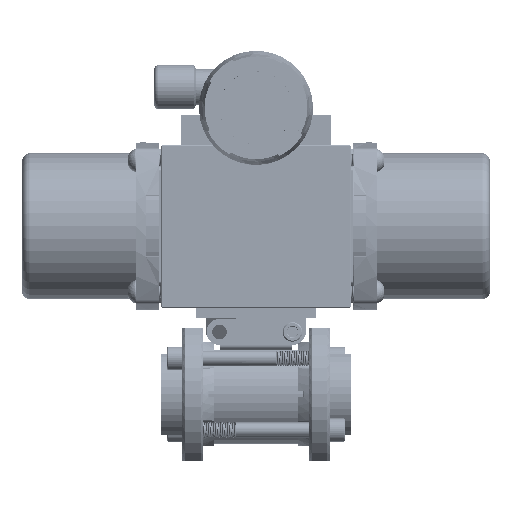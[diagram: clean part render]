
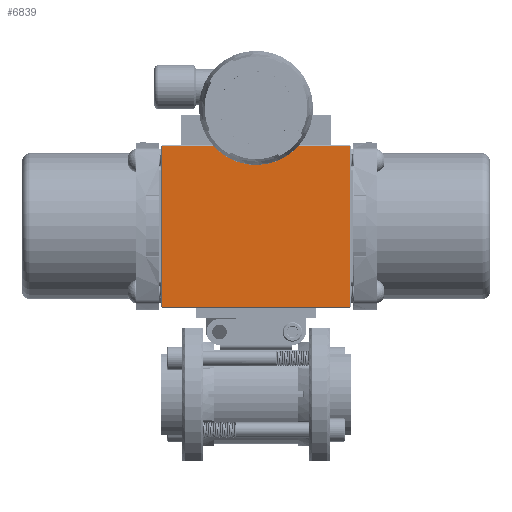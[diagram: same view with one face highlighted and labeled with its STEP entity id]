
A CAD part, top view. The second image highlights one B-rep face of the part: STEP entity #6839.
In plain terms, the highlighted planar face has unit normal (0, 0, 1).
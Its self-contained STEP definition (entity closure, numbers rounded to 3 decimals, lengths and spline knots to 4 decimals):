
#4299 = VERTEX_POINT ( 'NONE', #69837 ) ;
#5446 = CARTESIAN_POINT ( 'NONE',  ( -2.275, 2.094, 1.55 ) ) ;
#6839 = ADVANCED_FACE ( 'NONE', ( #60845 ), #147709, .F. ) ;
#16998 = CARTESIAN_POINT ( 'NONE',  ( -2.255, 2.074, 1.55 ) ) ;
#24465 = DIRECTION ( 'NONE',  ( 1., 0., 0. ) ) ;
#26272 = EDGE_CURVE ( 'NONE', #111928, #4299, #180735, .T. ) ;
#27895 = VERTEX_POINT ( 'NONE', #172817 ) ;
#31468 = DIRECTION ( 'NONE',  ( -1., 0., 0. ) ) ;
#50337 = LINE ( 'NONE', #16998, #234405 ) ;
#52693 = EDGE_CURVE ( 'NONE', #54936, #111928, #180143, .T. ) ;
#53106 = CARTESIAN_POINT ( 'NONE',  ( -2.275, 5.974, 1.55 ) ) ;
#54936 = VERTEX_POINT ( 'NONE', #113401 ) ;
#60845 = FACE_OUTER_BOUND ( 'NONE', #94605, .T. ) ;
#69837 = CARTESIAN_POINT ( 'NONE',  ( -2.255, 5.954, 1.55 ) ) ;
#72227 = DIRECTION ( 'NONE',  ( 0., -1., 0. ) ) ;
#79270 = VECTOR ( 'NONE', #101730, 39.3701 ) ;
#94605 = EDGE_LOOP ( 'NONE', ( #100852, #232748, #148202, #187445 ) ) ;
#100852 = ORIENTED_EDGE ( 'NONE', *, *, #52693, .T. ) ;
#101730 = DIRECTION ( 'NONE',  ( 0., 1., 0. ) ) ;
#104144 = VECTOR ( 'NONE', #24465, 39.3701 ) ;
#106880 = CARTESIAN_POINT ( 'NONE',  ( -2.275, 5.954, 1.55 ) ) ;
#111928 = VERTEX_POINT ( 'NONE', #175214 ) ;
#113401 = CARTESIAN_POINT ( 'NONE',  ( 2.251, 2.094, 1.55 ) ) ;
#147709 = PLANE ( 'NONE',  #229506 ) ;
#148202 = ORIENTED_EDGE ( 'NONE', *, *, #222483, .T. ) ;
#150477 = DIRECTION ( 'NONE',  ( 0., -1., 0. ) ) ;
#172817 = CARTESIAN_POINT ( 'NONE',  ( -2.255, 2.094, 1.55 ) ) ;
#175214 = CARTESIAN_POINT ( 'NONE',  ( 2.251, 5.954, 1.55 ) ) ;
#180143 = LINE ( 'NONE', #234508, #79270 ) ;
#180735 = LINE ( 'NONE', #106880, #225316 ) ;
#185783 = DIRECTION ( 'NONE',  ( 0., 0., -1. ) ) ;
#187445 = ORIENTED_EDGE ( 'NONE', *, *, #221447, .T. ) ;
#205018 = LINE ( 'NONE', #5446, #104144 ) ;
#221447 = EDGE_CURVE ( 'NONE', #27895, #54936, #205018, .T. ) ;
#222483 = EDGE_CURVE ( 'NONE', #4299, #27895, #50337, .T. ) ;
#225316 = VECTOR ( 'NONE', #31468, 39.3701 ) ;
#229506 = AXIS2_PLACEMENT_3D ( 'NONE', #53106, #185783, #72227 ) ;
#232748 = ORIENTED_EDGE ( 'NONE', *, *, #26272, .T. ) ;
#234405 = VECTOR ( 'NONE', #150477, 39.3701 ) ;
#234508 = CARTESIAN_POINT ( 'NONE',  ( 2.251, 5.974, 1.55 ) ) ;
